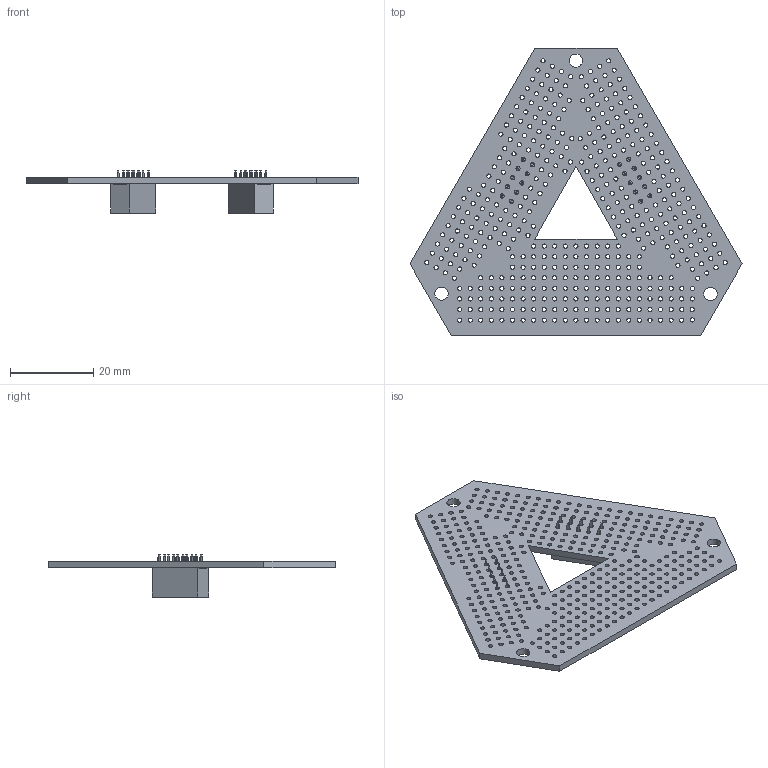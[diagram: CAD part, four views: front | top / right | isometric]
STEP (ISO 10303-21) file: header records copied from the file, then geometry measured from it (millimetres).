
FILE_DESCRIPTION(('KiCad electronic assembly'),'2;1');
FILE_NAME('kyanit-addon-proto.step','2020-05-03T20:17:49',('An Author'), ('A Company'),'Open CASCADE STEP processor 6.9', 'KiCad to STEP converter','Unknown');
FILE_SCHEMA(('AUTOMOTIVE_DESIGN { 1 0 10303 214 1 1 1 1 }'));
Length unit declared in the file: millimetre
Products named in the file (4): Open CASCADE STEP translator 6.9 1; PinSocket_2x05_P2.54mm_Vertical; SOLID; COMPOUND
Assembly tree (4 placements, depth 3):
  Open CASCADE STEP translator 6.9 1
    PinSocket_2x05_P2.54mm_Vertical  x2
      SOLID
    COMPOUND
Bounding box: 79.76 x 69.09 x 10.1 mm (x, y, z)
Volume: 6052.9 mm3; surface area: 10358.5 mm2
Topology: 3 solids, 3 shells, 1082 faces, 2968 edges, 1952 vertices
Faces by surface type: plane 651, cylinder 431
Full cylindrical faces by diameter (mm): 1 x428, 3.2 x3
Entity records: 59388 total; most frequent: CARTESIAN_POINT 13787, DIRECTION 7966, LINE 4708, VECTOR 4708, ORIENTED_EDGE 4288, PCURVE 4288, DEFINITIONAL_REPRESENTATION 4288, EDGE_CURVE 2144
